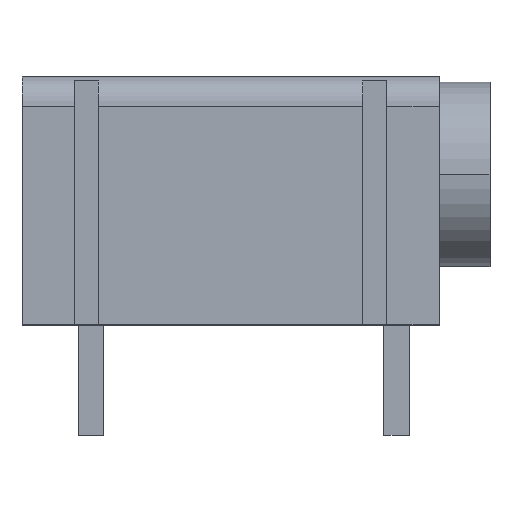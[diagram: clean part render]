
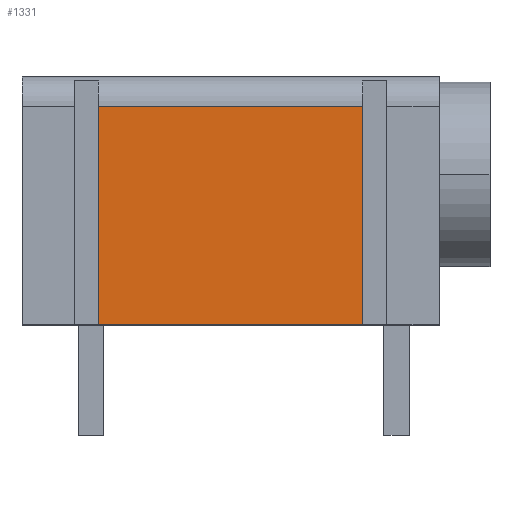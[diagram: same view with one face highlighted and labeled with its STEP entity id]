
A CAD part, top view. The second image highlights one B-rep face of the part: STEP entity #1331.
In plain terms, the highlighted planar face has unit normal (0, 0, 1).
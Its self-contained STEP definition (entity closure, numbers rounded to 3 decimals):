
#141 = ORIENTED_EDGE ( 'NONE', *, *, #4546, .F. ) ;
#372 = VERTEX_POINT ( 'NONE', #2379 ) ;
#400 = CARTESIAN_POINT ( 'NONE',  ( 3.8, 0., 0. ) ) ;
#767 = EDGE_LOOP ( 'NONE', ( #141, #4919, #1681, #6123 ) ) ;
#789 = EDGE_CURVE ( 'NONE', #3650, #1436, #6278, .T. ) ;
#808 = PLANE ( 'NONE',  #1826 ) ;
#1331 = ADVANCED_FACE ( 'NONE', ( #1494 ), #808, .F. ) ;
#1436 = VERTEX_POINT ( 'NONE', #5670 ) ;
#1478 = VECTOR ( 'NONE', #2803, 1000. ) ;
#1494 = FACE_OUTER_BOUND ( 'NONE', #767, .T. ) ;
#1581 = VECTOR ( 'NONE', #5126, 1000. ) ;
#1681 = ORIENTED_EDGE ( 'NONE', *, *, #5885, .T. ) ;
#1751 = CARTESIAN_POINT ( 'NONE',  ( 17.02, 12.4, 0. ) ) ;
#1826 = AXIS2_PLACEMENT_3D ( 'NONE', #5575, #5528, #2864 ) ;
#2171 = LINE ( 'NONE', #5997, #1478 ) ;
#2198 = CARTESIAN_POINT ( 'NONE',  ( 3.8, 12.4, 0. ) ) ;
#2340 = VECTOR ( 'NONE', #2738, 1000. ) ;
#2379 = CARTESIAN_POINT ( 'NONE',  ( 17.02, 10.9, 0. ) ) ;
#2519 = CARTESIAN_POINT ( 'NONE',  ( 3.8, 10.9, 0. ) ) ;
#2738 = DIRECTION ( 'NONE',  ( 0., -1., 0. ) ) ;
#2803 = DIRECTION ( 'NONE',  ( -1., 0., 0. ) ) ;
#2864 = DIRECTION ( 'NONE',  ( 0., -1., 0. ) ) ;
#3641 = VERTEX_POINT ( 'NONE', #2519 ) ;
#3650 = VERTEX_POINT ( 'NONE', #400 ) ;
#3784 = LINE ( 'NONE', #2198, #2340 ) ;
#3869 = DIRECTION ( 'NONE',  ( 0., -1., 0. ) ) ;
#3909 = LINE ( 'NONE', #1751, #4213 ) ;
#4213 = VECTOR ( 'NONE', #3869, 1000. ) ;
#4546 = EDGE_CURVE ( 'NONE', #372, #1436, #3909, .T. ) ;
#4919 = ORIENTED_EDGE ( 'NONE', *, *, #6238, .T. ) ;
#5126 = DIRECTION ( 'NONE',  ( 1., 0., 0. ) ) ;
#5528 = DIRECTION ( 'NONE',  ( 0., 0., -1. ) ) ;
#5575 = CARTESIAN_POINT ( 'NONE',  ( 3.8, 12.4, 0. ) ) ;
#5670 = CARTESIAN_POINT ( 'NONE',  ( 17.02, 0., 0. ) ) ;
#5885 = EDGE_CURVE ( 'NONE', #3641, #3650, #3784, .T. ) ;
#5997 = CARTESIAN_POINT ( 'NONE',  ( 3.8, 10.9, 0. ) ) ;
#6123 = ORIENTED_EDGE ( 'NONE', *, *, #789, .T. ) ;
#6137 = CARTESIAN_POINT ( 'NONE',  ( 3.8, 0., 0. ) ) ;
#6238 = EDGE_CURVE ( 'NONE', #372, #3641, #2171, .T. ) ;
#6278 = LINE ( 'NONE', #6137, #1581 ) ;
